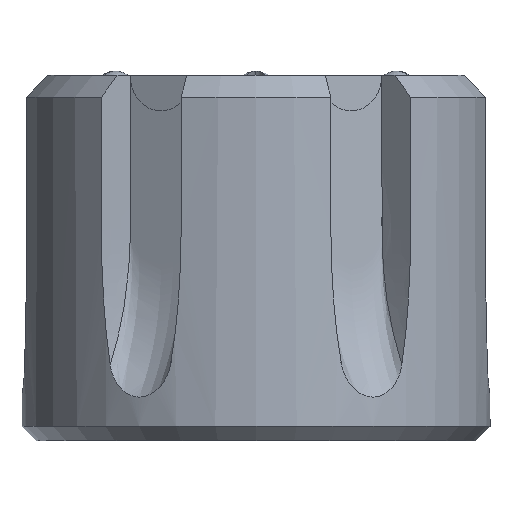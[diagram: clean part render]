
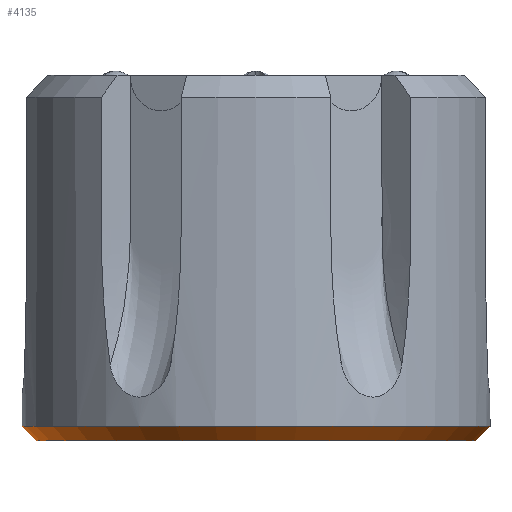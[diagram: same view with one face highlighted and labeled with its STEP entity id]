
A CAD part, front view. The second image highlights one B-rep face of the part: STEP entity #4135.
In plain terms, the highlighted conical face has half-angle 45 degrees and reference radius 16 mm.
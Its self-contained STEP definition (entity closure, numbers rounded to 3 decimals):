
#275 = DIRECTION ( 'NONE',  ( 1., 0., 0. ) ) ;
#505 = VERTEX_POINT ( 'NONE', #6977 ) ;
#509 = DIRECTION ( 'NONE',  ( 0., 0., 1. ) ) ;
#1016 = VECTOR ( 'NONE', #6286, 1000. ) ;
#1210 = CIRCLE ( 'NONE', #1883, 15. ) ;
#1489 = LINE ( 'NONE', #2043, #2874 ) ;
#1883 = AXIS2_PLACEMENT_3D ( 'NONE', #4086, #509, #4698 ) ;
#2043 = CARTESIAN_POINT ( 'NONE',  ( 16., 0., -24. ) ) ;
#2874 = VECTOR ( 'NONE', #7411, 1000. ) ;
#2912 = CARTESIAN_POINT ( 'NONE',  ( 0., 0., -24. ) ) ;
#3513 = DIRECTION ( 'NONE',  ( 1., 0., 0. ) ) ;
#3599 = CIRCLE ( 'NONE', #7455, 16. ) ;
#3802 = LINE ( 'NONE', #6885, #1016 ) ;
#4060 = EDGE_CURVE ( 'NONE', #505, #5272, #1489, .T. ) ;
#4086 = CARTESIAN_POINT ( 'NONE',  ( 0., 0., -25. ) ) ;
#4135 = ADVANCED_FACE ( 'NONE', ( #4493 ), #5696, .T. ) ;
#4350 = ORIENTED_EDGE ( 'NONE', *, *, #5807, .F. ) ;
#4493 = FACE_OUTER_BOUND ( 'NONE', #4638, .T. ) ;
#4505 = CARTESIAN_POINT ( 'NONE',  ( 16., 0., -24. ) ) ;
#4638 = EDGE_LOOP ( 'NONE', ( #4350, #6784, #7475, #7488 ) ) ;
#4698 = DIRECTION ( 'NONE',  ( 1., 0., 0. ) ) ;
#4759 = EDGE_CURVE ( 'NONE', #6243, #505, #1210, .T. ) ;
#5272 = VERTEX_POINT ( 'NONE', #4505 ) ;
#5696 = CONICAL_SURFACE ( 'NONE', #6981, 16., 0.785 ) ;
#5807 = EDGE_CURVE ( 'NONE', #6243, #6730, #3802, .T. ) ;
#5907 = CARTESIAN_POINT ( 'NONE',  ( -15., 0., -25. ) ) ;
#6243 = VERTEX_POINT ( 'NONE', #5907 ) ;
#6286 = DIRECTION ( 'NONE',  ( -0.707, 0., 0.707 ) ) ;
#6730 = VERTEX_POINT ( 'NONE', #7169 ) ;
#6784 = ORIENTED_EDGE ( 'NONE', *, *, #4759, .T. ) ;
#6813 = CARTESIAN_POINT ( 'NONE',  ( 0., 0., -24. ) ) ;
#6843 = DIRECTION ( 'NONE',  ( 0., 0., 1. ) ) ;
#6885 = CARTESIAN_POINT ( 'NONE',  ( -16., 0., -24. ) ) ;
#6977 = CARTESIAN_POINT ( 'NONE',  ( 15., 0., -25. ) ) ;
#6981 = AXIS2_PLACEMENT_3D ( 'NONE', #6813, #6843, #275 ) ;
#7100 = DIRECTION ( 'NONE',  ( 0., 0., 1. ) ) ;
#7169 = CARTESIAN_POINT ( 'NONE',  ( -16., 0., -24. ) ) ;
#7411 = DIRECTION ( 'NONE',  ( 0.707, 0., 0.707 ) ) ;
#7455 = AXIS2_PLACEMENT_3D ( 'NONE', #2912, #7100, #3513 ) ;
#7475 = ORIENTED_EDGE ( 'NONE', *, *, #4060, .T. ) ;
#7488 = ORIENTED_EDGE ( 'NONE', *, *, #7677, .F. ) ;
#7677 = EDGE_CURVE ( 'NONE', #6730, #5272, #3599, .T. ) ;
